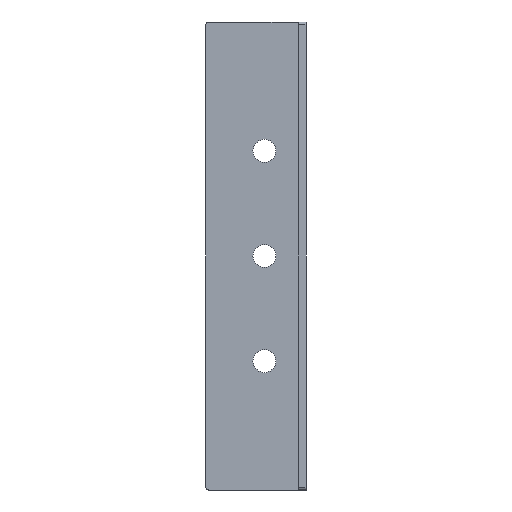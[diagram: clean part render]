
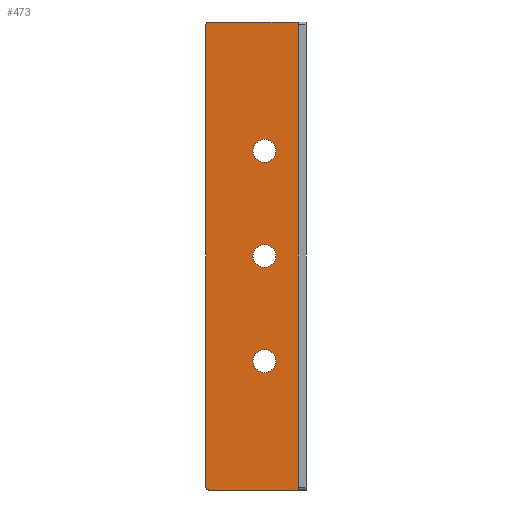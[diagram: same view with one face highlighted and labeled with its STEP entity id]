
A CAD part, front view. The second image highlights one B-rep face of the part: STEP entity #473.
In plain terms, the highlighted planar face has unit normal (0, -1, 0).
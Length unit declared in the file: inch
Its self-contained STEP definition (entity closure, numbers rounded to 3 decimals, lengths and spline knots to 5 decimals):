
#18=FACE_BOUND('',#95,.T.);
#19=FACE_BOUND('',#96,.T.);
#20=FACE_BOUND('',#97,.T.);
#25=CIRCLE('',#514,0.01969);
#34=CIRCLE('',#525,0.01969);
#35=CIRCLE('',#527,0.08563);
#36=CIRCLE('',#528,0.08563);
#37=CIRCLE('',#529,0.08563);
#38=CIRCLE('',#530,0.08563);
#39=CIRCLE('',#531,0.08563);
#40=CIRCLE('',#532,0.08563);
#68=FACE_OUTER_BOUND('',#94,.T.);
#94=EDGE_LOOP('',(#343,#344,#345,#346,#347,#348));
#95=EDGE_LOOP('',(#349,#350));
#96=EDGE_LOOP('',(#351,#352));
#97=EDGE_LOOP('',(#353,#354));
#122=LINE('',#716,#163);
#129=LINE('',#750,#170);
#130=LINE('',#752,#171);
#131=LINE('',#753,#172);
#163=VECTOR('',#569,3.46457);
#170=VECTOR('',#604,0.67126);
#171=VECTOR('',#605,3.50394);
#172=VECTOR('',#606,0.67126);
#204=VERTEX_POINT('',#713);
#205=VERTEX_POINT('',#715);
#206=VERTEX_POINT('',#719);
#217=VERTEX_POINT('',#745);
#218=VERTEX_POINT('',#749);
#219=VERTEX_POINT('',#751);
#220=VERTEX_POINT('',#754);
#221=VERTEX_POINT('',#755);
#222=VERTEX_POINT('',#758);
#223=VERTEX_POINT('',#759);
#224=VERTEX_POINT('',#762);
#225=VERTEX_POINT('',#763);
#252=EDGE_CURVE('',#204,#205,#122,.T.);
#254=EDGE_CURVE('',#204,#206,#25,.T.);
#267=EDGE_CURVE('',#217,#205,#34,.T.);
#269=EDGE_CURVE('',#218,#206,#129,.T.);
#270=EDGE_CURVE('',#218,#219,#130,.T.);
#271=EDGE_CURVE('',#217,#219,#131,.T.);
#272=EDGE_CURVE('',#220,#221,#35,.T.);
#273=EDGE_CURVE('',#221,#220,#36,.T.);
#274=EDGE_CURVE('',#222,#223,#37,.T.);
#275=EDGE_CURVE('',#223,#222,#38,.T.);
#276=EDGE_CURVE('',#224,#225,#39,.T.);
#277=EDGE_CURVE('',#225,#224,#40,.T.);
#343=ORIENTED_EDGE('',*,*,#252,.F.);
#344=ORIENTED_EDGE('',*,*,#254,.T.);
#345=ORIENTED_EDGE('',*,*,#269,.F.);
#346=ORIENTED_EDGE('',*,*,#270,.T.);
#347=ORIENTED_EDGE('',*,*,#271,.F.);
#348=ORIENTED_EDGE('',*,*,#267,.T.);
#349=ORIENTED_EDGE('',*,*,#272,.T.);
#350=ORIENTED_EDGE('',*,*,#273,.T.);
#351=ORIENTED_EDGE('',*,*,#274,.T.);
#352=ORIENTED_EDGE('',*,*,#275,.T.);
#353=ORIENTED_EDGE('',*,*,#276,.T.);
#354=ORIENTED_EDGE('',*,*,#277,.T.);
#459=PLANE('',#526);
#473=ADVANCED_FACE('',(#68,#18,#19,#20),#459,.T.);
#514=AXIS2_PLACEMENT_3D('',#720,#573,#574);
#525=AXIS2_PLACEMENT_3D('',#746,#599,#600);
#526=AXIS2_PLACEMENT_3D('',#748,#602,#603);
#527=AXIS2_PLACEMENT_3D('',#756,#607,#608);
#528=AXIS2_PLACEMENT_3D('',#757,#609,#610);
#529=AXIS2_PLACEMENT_3D('',#760,#611,#612);
#530=AXIS2_PLACEMENT_3D('',#761,#613,#614);
#531=AXIS2_PLACEMENT_3D('',#764,#615,#616);
#532=AXIS2_PLACEMENT_3D('',#765,#617,#618);
#569=DIRECTION('',(0.,0.,1.));
#573=DIRECTION('center_axis',(0.,-1.,0.));
#574=DIRECTION('ref_axis',(0.,0.,1.));
#599=DIRECTION('center_axis',(0.,-1.,0.));
#600=DIRECTION('ref_axis',(0.,0.,1.));
#602=DIRECTION('center_axis',(0.,-1.,0.));
#603=DIRECTION('ref_axis',(0.,0.,-1.));
#604=DIRECTION('',(-1.,0.,0.));
#605=DIRECTION('',(0.,0.,1.));
#606=DIRECTION('',(1.,0.,0.));
#607=DIRECTION('center_axis',(0.,1.,0.));
#608=DIRECTION('ref_axis',(0.,0.,1.));
#609=DIRECTION('center_axis',(0.,1.,0.));
#610=DIRECTION('ref_axis',(0.,0.,1.));
#611=DIRECTION('center_axis',(0.,1.,0.));
#612=DIRECTION('ref_axis',(0.,0.,1.));
#613=DIRECTION('center_axis',(0.,1.,0.));
#614=DIRECTION('ref_axis',(0.,0.,1.));
#615=DIRECTION('center_axis',(0.,1.,0.));
#616=DIRECTION('ref_axis',(0.,0.,1.));
#617=DIRECTION('center_axis',(0.,1.,0.));
#618=DIRECTION('ref_axis',(0.,0.,1.));
#713=CARTESIAN_POINT('',(-0.375,-0.05906,-1.73228));
#715=CARTESIAN_POINT('',(-0.375,-0.05906,1.73228));
#716=CARTESIAN_POINT('',(-0.375,-0.05906,-1.73228));
#719=CARTESIAN_POINT('',(-0.35531,-0.05906,-1.75197));
#720=CARTESIAN_POINT('Origin',(-0.35531,-0.05906,-1.73228));
#745=CARTESIAN_POINT('',(-0.35531,-0.05906,1.75197));
#746=CARTESIAN_POINT('Origin',(-0.35531,-0.05906,1.73228));
#748=CARTESIAN_POINT('Origin',(0.,-0.05906,0.));
#749=CARTESIAN_POINT('',(0.31594,-0.05906,-1.75197));
#750=CARTESIAN_POINT('',(0.31594,-0.05906,-1.75197));
#751=CARTESIAN_POINT('',(0.31594,-0.05906,1.75197));
#752=CARTESIAN_POINT('',(0.31594,-0.05906,-1.75197));
#753=CARTESIAN_POINT('',(-0.35531,-0.05906,1.75197));
#754=CARTESIAN_POINT('',(0.06299,-0.05906,0.87303));
#755=CARTESIAN_POINT('',(0.06299,-0.05906,0.70177));
#756=CARTESIAN_POINT('Origin',(0.06299,-0.05906,0.7874));
#757=CARTESIAN_POINT('Origin',(0.06299,-0.05906,0.7874));
#758=CARTESIAN_POINT('',(0.06299,-0.05906,0.08563));
#759=CARTESIAN_POINT('',(0.06299,-0.05906,-0.08563));
#760=CARTESIAN_POINT('Origin',(0.06299,-0.05906,0.));
#761=CARTESIAN_POINT('Origin',(0.06299,-0.05906,0.));
#762=CARTESIAN_POINT('',(0.06299,-0.05906,-0.70177));
#763=CARTESIAN_POINT('',(0.06299,-0.05906,-0.87303));
#764=CARTESIAN_POINT('Origin',(0.06299,-0.05906,-0.7874));
#765=CARTESIAN_POINT('Origin',(0.06299,-0.05906,-0.7874));
